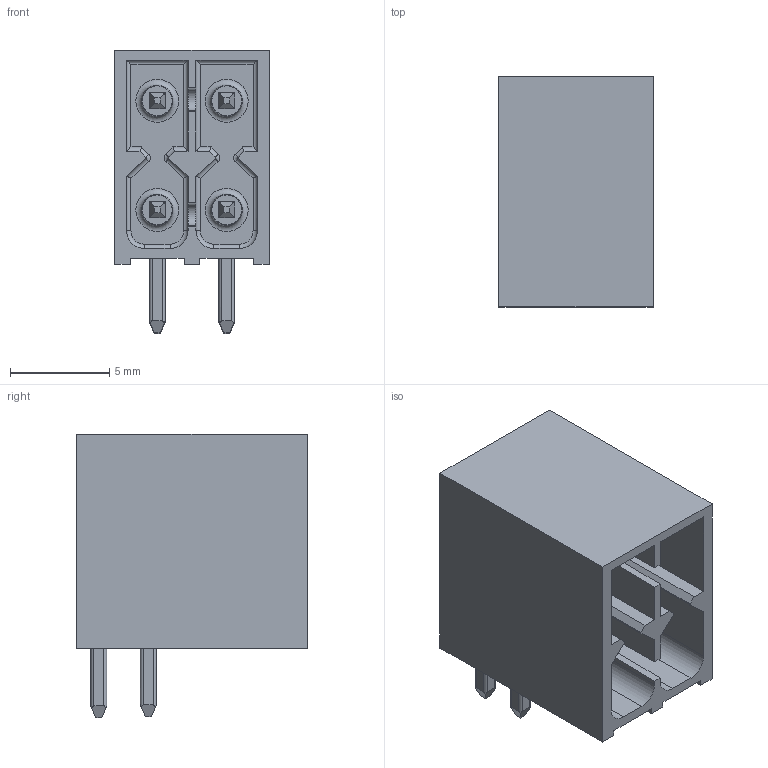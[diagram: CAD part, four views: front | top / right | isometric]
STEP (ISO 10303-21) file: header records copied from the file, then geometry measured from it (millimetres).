
FILE_DESCRIPTION(/* description */ ('Unknown'),/* implementation_level */ '2;1');
FILE_NAME(/* name */ '691378110004',/* time_stamp */ '2024-07-04T10:23:53+02:00',/* author */ ('Unknown'),/* organization */ ('Unknown'),/* preprocessor_version */ 'ST-DEVELOPER v18.104',/* originating_system */ 'Solid Edge',/* authorisation */ 'Unknown');
FILE_SCHEMA (('AUTOMOTIVE_DESIGN {1 0 10303 214 3 1 1}'));
Length unit declared in the file: millimetre
Products named in the file (5): 6913781100xx; 691378110004; 691378110004_Insert; 6913781100xx_Lower Contact; 6913781100xx_Upper Contact
Assembly tree (6 placements, depth 2):
  6913781100xx
    691378110004
    691378110004_Insert
    6913781100xx_Lower Contact  x2
    6913781100xx_Upper Contact  x2
Bounding box: 7.8 x 11.6 x 14.3 mm (x, y, z)
Volume: 447.1 mm3; surface area: 1513.8 mm2
Topology: 6 solids, 6 shells, 542 faces, 1372 edges, 842 vertices
Faces by surface type: plane 372, cylinder 138, torus 28, cone 4
Entity records: 12538 total; most frequent: CARTESIAN_POINT 2201, ORIENTED_EDGE 2136, DIRECTION 2088, EDGE_CURVE 1068, LINE 862, VECTOR 862, VERTEX_POINT 670, AXIS2_PLACEMENT_3D 613
